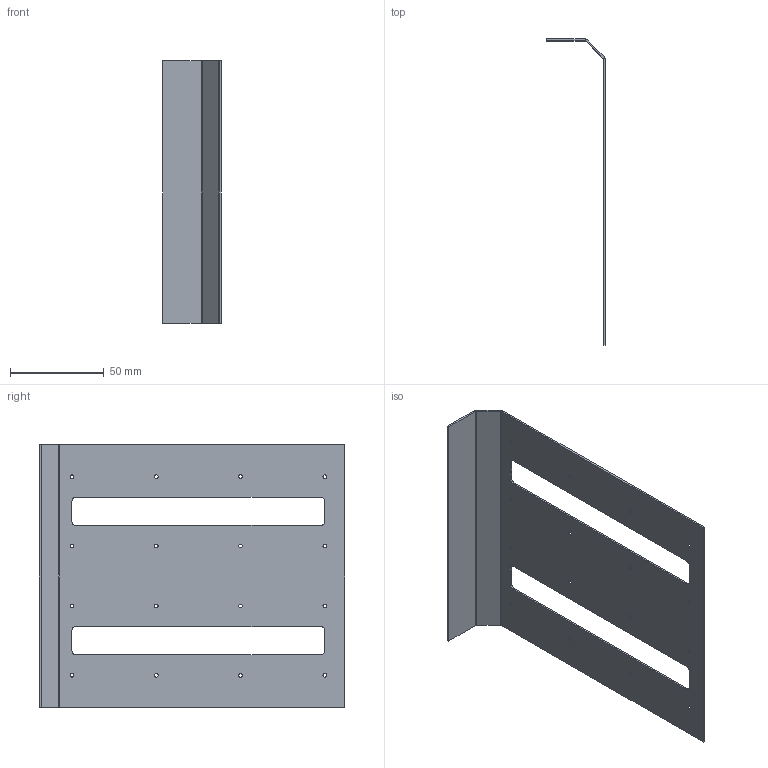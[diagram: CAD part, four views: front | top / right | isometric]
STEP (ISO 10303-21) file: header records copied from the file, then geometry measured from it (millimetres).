
FILE_DESCRIPTION (( 'STEP AP203' ), '1' );
FILE_NAME ('Back_Chamber.STEP', '2023-04-26T11:08:54', ( '' ), ( '' ), 'SwSTEP 2.0', 'SolidWorks 2018', '' );
FILE_SCHEMA (( 'CONFIG_CONTROL_DESIGN' ));
Length unit declared in the file: millimetre
Products named in the file (1): Back_Chamber
Bounding box: 31.1 x 163.15 x 140 mm (x, y, z)
Volume: 22128.8 mm3; surface area: 45621.8 mm2
Topology: 1 solids, 1 shells, 102 faces, 252 edges, 152 vertices
Faces by surface type: cylinder 44, cone 32, plane 26
Entity records: 3161 total; most frequent: DIRECTION 578, CARTESIAN_POINT 507, ORIENTED_EDGE 504, EDGE_CURVE 252, AXIS2_PLACEMENT_3D 223, VERTEX_POINT 152, EDGE_LOOP 138, LINE 132
